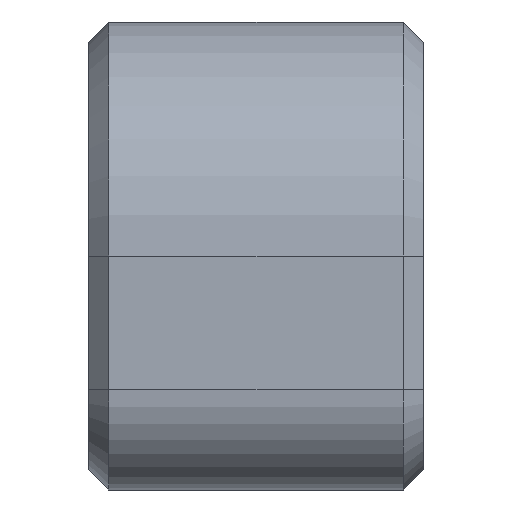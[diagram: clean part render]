
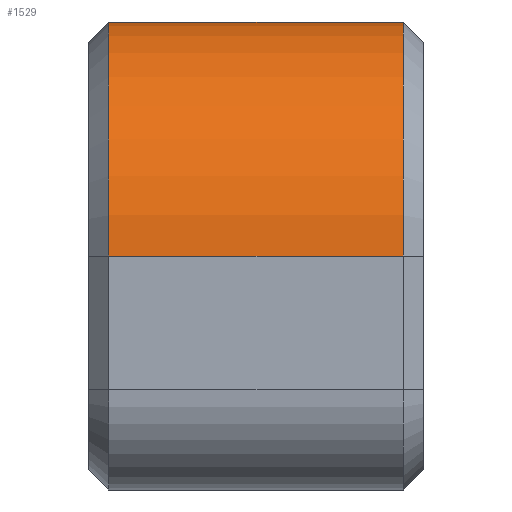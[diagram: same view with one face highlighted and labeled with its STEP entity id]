
A CAD part, left-side view. The second image highlights one B-rep face of the part: STEP entity #1529.
In plain terms, the highlighted cylindrical face has radius 3.5 mm (diameter 7 mm), a partial arc.
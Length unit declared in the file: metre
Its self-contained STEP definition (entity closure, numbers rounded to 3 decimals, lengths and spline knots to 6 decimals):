
#86=CIRCLE('',#1674,0.0035);
#91=CIRCLE('',#1689,0.0035);
#110=CYLINDRICAL_SURFACE('',#1688,0.0035);
#428=ORIENTED_EDGE('',*,*,#705,.F.);
#429=ORIENTED_EDGE('',*,*,#721,.T.);
#430=ORIENTED_EDGE('',*,*,#722,.F.);
#431=ORIENTED_EDGE('',*,*,#719,.T.);
#705=EDGE_CURVE('',#855,#841,#86,.T.);
#719=EDGE_CURVE('',#862,#841,#1007,.T.);
#721=EDGE_CURVE('',#855,#863,#1009,.T.);
#722=EDGE_CURVE('',#862,#863,#91,.T.);
#841=VERTEX_POINT('',#2471);
#855=VERTEX_POINT('',#2511);
#862=VERTEX_POINT('',#2543);
#863=VERTEX_POINT('',#2547);
#1007=LINE('',#2542,#1167);
#1009=LINE('',#2546,#1169);
#1167=VECTOR('',#2092,1.);
#1169=VECTOR('',#2096,1.);
#1277=EDGE_LOOP('',(#428,#429,#430,#431));
#1377=FACE_BOUND('',#1277,.T.);
#1529=ADVANCED_FACE('',(#1377),#110,.T.);
#1674=AXIS2_PLACEMENT_3D('',#2514,#2056,#2057);
#1688=AXIS2_PLACEMENT_3D('',#2545,#2094,#2095);
#1689=AXIS2_PLACEMENT_3D('',#2548,#2097,#2098);
#2056=DIRECTION('',(0.,1.,0.));
#2057=DIRECTION('',(-0.707,0.,0.707));
#2092=DIRECTION('',(0.,1.,0.));
#2094=DIRECTION('',(0.,1.,0.));
#2095=DIRECTION('',(-0.707,0.,0.707));
#2096=DIRECTION('',(0.,-1.,0.));
#2097=DIRECTION('',(0.,-1.,0.));
#2098=DIRECTION('',(-0.707,0.,0.707));
#2471=CARTESIAN_POINT('',(-0.4343,-0.142939,0.132326));
#2511=CARTESIAN_POINT('',(-0.4378,-0.142939,0.128826));
#2514=CARTESIAN_POINT('',(-0.4343,-0.142939,0.128826));
#2542=CARTESIAN_POINT('',(-0.4343,-0.147639,0.132326));
#2543=CARTESIAN_POINT('',(-0.4343,-0.147339,0.132326));
#2545=CARTESIAN_POINT('',(-0.4343,-0.147639,0.128826));
#2546=CARTESIAN_POINT('',(-0.4378,-0.147639,0.128826));
#2547=CARTESIAN_POINT('',(-0.4378,-0.147339,0.128826));
#2548=CARTESIAN_POINT('',(-0.4343,-0.147339,0.128826));
